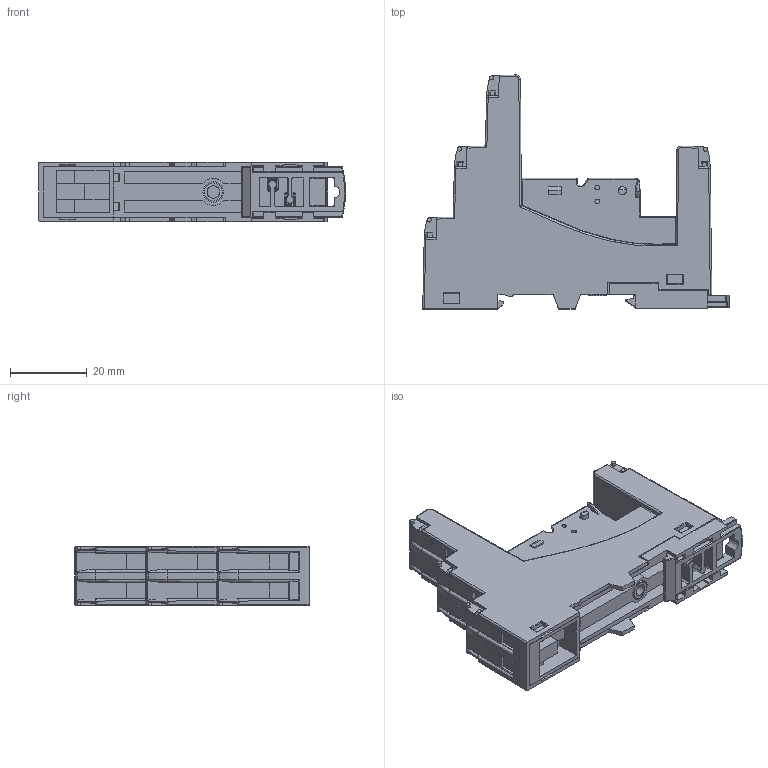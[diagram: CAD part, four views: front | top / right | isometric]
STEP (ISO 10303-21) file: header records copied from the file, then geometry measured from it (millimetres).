
FILE_DESCRIPTION (( 'STEP AP214' ), '1' );
FILE_NAME ('GZT80.STEP', '2016-06-09T06:50:45', ( '' ), ( '' ), 'SwSTEP 2.0', 'SolidWorks 2016', '' );
FILE_SCHEMA (( 'AUTOMOTIVE_DESIGN' ));
Length unit declared in the file: millimetre
Products named in the file (3): GZM-2000.1 Zaczep na szynê DIN; GZT80
Assembly tree (2 placements, depth 2):
  GZT80
    GZT80
    GZM-2000.1 Zaczep na szynê DIN
Bounding box: 79.84 x 60.95 x 15.5 mm (x, y, z)
Volume: 32697.7 mm3; surface area: 19245.6 mm2
Topology: 2 solids, 20 shells, 1469 faces, 3821 edges, 2374 vertices
Faces by surface type: plane 867, cylinder 338, bspline 86, sphere 84, cone 52, torus 42
Entity records: 46397 total; most frequent: CARTESIAN_POINT 11527, ORIENTED_EDGE 7546, DIRECTION 6662, EDGE_CURVE 3773, LINE 2486, VECTOR 2486, VERTEX_POINT 2372, AXIS2_PLACEMENT_3D 2088
